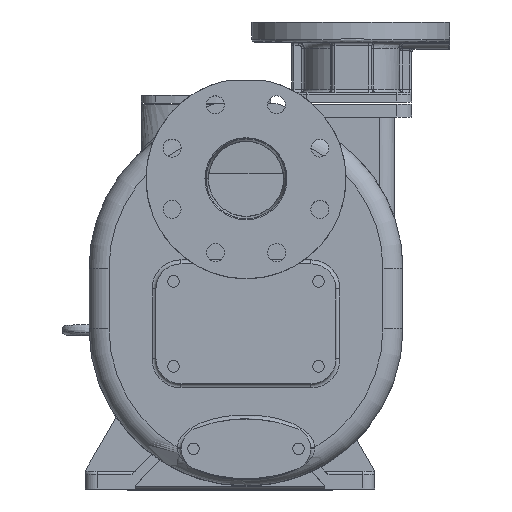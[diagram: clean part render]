
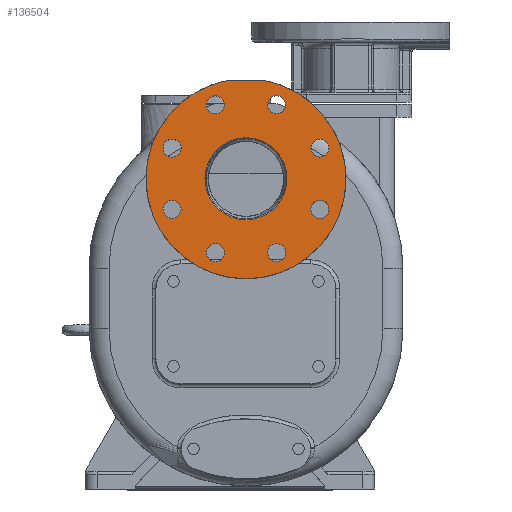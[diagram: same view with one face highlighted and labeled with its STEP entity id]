
A CAD part, top view. The second image highlights one B-rep face of the part: STEP entity #136504.
In plain terms, the highlighted planar face has unit normal (0, 0, 1).
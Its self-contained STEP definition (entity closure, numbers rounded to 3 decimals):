
#48989=CARTESIAN_POINT('',(16.,308.,198.));
#48990=DIRECTION('',(0.,0.,1.));
#48991=DIRECTION('',(-0.199,0.98,0.));
#48992=AXIS2_PLACEMENT_3D('',#48989,#48990,#48991);
#48998=DIRECTION('',(1.,0.,0.));
#48999=VECTOR('',#48998,39.799);
#49000=CARTESIAN_POINT('',(-3.9,406.,198.));
#49001=LINE('',#49000,#48999);
#49002=CARTESIAN_POINT('',(16.,308.,198.));
#49003=DIRECTION('',(0.,0.,1.));
#49004=DIRECTION('',(1.,0.,0.));
#49005=AXIS2_PLACEMENT_3D('',#49002,#49003,#49004);
#49007=CARTESIAN_POINT('',(16.,308.,198.));
#49008=DIRECTION('',(0.,0.,1.));
#49009=DIRECTION('',(-1.,0.,0.));
#49010=AXIS2_PLACEMENT_3D('',#49007,#49008,#49009);
#49012=CARTESIAN_POINT('',(89.91,338.615,198.));
#49013=DIRECTION('',(0.,0.,1.));
#49014=DIRECTION('',(1.,0.,0.));
#49015=AXIS2_PLACEMENT_3D('',#49012,#49013,#49014);
#49017=CARTESIAN_POINT('',(89.91,338.615,198.));
#49018=DIRECTION('',(0.,0.,1.));
#49019=DIRECTION('',(-1.,0.,0.));
#49020=AXIS2_PLACEMENT_3D('',#49017,#49018,#49019);
#49022=CARTESIAN_POINT('',(46.615,381.91,198.));
#49023=DIRECTION('',(0.,0.,1.));
#49024=DIRECTION('',(0.707,0.707,0.));
#49025=AXIS2_PLACEMENT_3D('',#49022,#49023,#49024);
#49027=CARTESIAN_POINT('',(46.615,381.91,198.));
#49028=DIRECTION('',(0.,0.,1.));
#49029=DIRECTION('',(-0.707,-0.707,0.));
#49030=AXIS2_PLACEMENT_3D('',#49027,#49028,#49029);
#49032=CARTESIAN_POINT('',(-14.615,381.91,198.));
#49033=DIRECTION('',(0.,0.,1.));
#49034=DIRECTION('',(0.,1.,0.));
#49035=AXIS2_PLACEMENT_3D('',#49032,#49033,#49034);
#49037=CARTESIAN_POINT('',(-14.615,381.91,198.));
#49038=DIRECTION('',(0.,0.,1.));
#49039=DIRECTION('',(0.,-1.,0.));
#49040=AXIS2_PLACEMENT_3D('',#49037,#49038,#49039);
#49042=CARTESIAN_POINT('',(-57.91,338.615,198.));
#49043=DIRECTION('',(0.,0.,1.));
#49044=DIRECTION('',(-0.707,0.707,0.));
#49045=AXIS2_PLACEMENT_3D('',#49042,#49043,#49044);
#49047=CARTESIAN_POINT('',(-57.91,338.615,198.));
#49048=DIRECTION('',(0.,0.,1.));
#49049=DIRECTION('',(0.707,-0.707,0.));
#49050=AXIS2_PLACEMENT_3D('',#49047,#49048,#49049);
#49052=CARTESIAN_POINT('',(-57.91,277.385,198.));
#49053=DIRECTION('',(0.,0.,1.));
#49054=DIRECTION('',(-1.,0.,0.));
#49055=AXIS2_PLACEMENT_3D('',#49052,#49053,#49054);
#49057=CARTESIAN_POINT('',(-57.91,277.385,198.));
#49058=DIRECTION('',(0.,0.,1.));
#49059=DIRECTION('',(1.,0.,0.));
#49060=AXIS2_PLACEMENT_3D('',#49057,#49058,#49059);
#49062=CARTESIAN_POINT('',(-14.615,234.09,198.));
#49063=DIRECTION('',(0.,0.,1.));
#49064=DIRECTION('',(-0.707,-0.707,0.));
#49065=AXIS2_PLACEMENT_3D('',#49062,#49063,#49064);
#49067=CARTESIAN_POINT('',(-14.615,234.09,198.));
#49068=DIRECTION('',(0.,0.,1.));
#49069=DIRECTION('',(0.707,0.707,0.));
#49070=AXIS2_PLACEMENT_3D('',#49067,#49068,#49069);
#49072=CARTESIAN_POINT('',(46.615,234.09,198.));
#49073=DIRECTION('',(0.,0.,1.));
#49074=DIRECTION('',(0.,-1.,0.));
#49075=AXIS2_PLACEMENT_3D('',#49072,#49073,#49074);
#49077=CARTESIAN_POINT('',(46.615,234.09,198.));
#49078=DIRECTION('',(0.,0.,1.));
#49079=DIRECTION('',(0.,1.,0.));
#49080=AXIS2_PLACEMENT_3D('',#49077,#49078,#49079);
#49082=CARTESIAN_POINT('',(89.91,277.385,198.));
#49083=DIRECTION('',(0.,0.,1.));
#49084=DIRECTION('',(0.707,-0.707,0.));
#49085=AXIS2_PLACEMENT_3D('',#49082,#49083,#49084);
#49087=CARTESIAN_POINT('',(89.91,277.385,198.));
#49088=DIRECTION('',(0.,0.,1.));
#49089=DIRECTION('',(-0.707,0.707,0.));
#49090=AXIS2_PLACEMENT_3D('',#49087,#49088,#49089);
#72939=CARTESIAN_POINT('',(-3.9,406.,198.));
#72940=CARTESIAN_POINT('',(35.9,406.,198.));
#72941=VERTEX_POINT('',#72939);
#72942=VERTEX_POINT('',#72940);
#73240=CARTESIAN_POINT('',(57.,308.,198.));
#73241=CARTESIAN_POINT('',(-25.,308.,198.));
#73242=VERTEX_POINT('',#73240);
#73243=VERTEX_POINT('',#73241);
#73244=CARTESIAN_POINT('',(98.91,338.615,198.));
#73245=CARTESIAN_POINT('',(80.91,338.615,198.));
#73246=VERTEX_POINT('',#73244);
#73247=VERTEX_POINT('',#73245);
#73252=CARTESIAN_POINT('',(52.979,388.274,198.));
#73253=CARTESIAN_POINT('',(40.251,375.546,198.));
#73254=VERTEX_POINT('',#73252);
#73255=VERTEX_POINT('',#73253);
#73260=CARTESIAN_POINT('',(-14.615,390.91,198.));
#73261=CARTESIAN_POINT('',(-14.615,372.91,198.));
#73262=VERTEX_POINT('',#73260);
#73263=VERTEX_POINT('',#73261);
#73268=CARTESIAN_POINT('',(-64.274,344.979,198.));
#73269=CARTESIAN_POINT('',(-51.546,332.251,198.));
#73270=VERTEX_POINT('',#73268);
#73271=VERTEX_POINT('',#73269);
#73276=CARTESIAN_POINT('',(-66.91,277.385,198.));
#73277=CARTESIAN_POINT('',(-48.91,277.385,198.));
#73278=VERTEX_POINT('',#73276);
#73279=VERTEX_POINT('',#73277);
#73284=CARTESIAN_POINT('',(-20.979,227.726,198.));
#73285=CARTESIAN_POINT('',(-8.251,240.454,198.));
#73286=VERTEX_POINT('',#73284);
#73287=VERTEX_POINT('',#73285);
#73292=CARTESIAN_POINT('',(46.615,225.09,198.));
#73293=CARTESIAN_POINT('',(46.615,243.09,198.));
#73294=VERTEX_POINT('',#73292);
#73295=VERTEX_POINT('',#73293);
#73300=CARTESIAN_POINT('',(96.274,271.021,198.));
#73301=CARTESIAN_POINT('',(83.546,283.749,198.));
#73302=VERTEX_POINT('',#73300);
#73303=VERTEX_POINT('',#73301);
#136441=CARTESIAN_POINT('',(16.,308.,198.));
#136442=DIRECTION('',(0.,0.,1.));
#136443=DIRECTION('',(0.,1.,0.));
#136444=AXIS2_PLACEMENT_3D('',#136441,#136442,#136443);
#136445=PLANE('',#136444);
#136446=ORIENTED_EDGE('',*,*,#133996,.T.);
#136447=ORIENTED_EDGE('',*,*,#136435,.F.);
#136448=EDGE_LOOP('',(#136446,#136447));
#136449=FACE_OUTER_BOUND('',#136448,.F.);
#136451=ORIENTED_EDGE('',*,*,#136450,.T.);
#136453=ORIENTED_EDGE('',*,*,#136452,.T.);
#136454=EDGE_LOOP('',(#136451,#136453));
#136455=FACE_BOUND('',#136454,.F.);
#136457=ORIENTED_EDGE('',*,*,#136456,.T.);
#136459=ORIENTED_EDGE('',*,*,#136458,.T.);
#136460=EDGE_LOOP('',(#136457,#136459));
#136461=FACE_BOUND('',#136460,.F.);
#136463=ORIENTED_EDGE('',*,*,#136462,.T.);
#136465=ORIENTED_EDGE('',*,*,#136464,.T.);
#136466=EDGE_LOOP('',(#136463,#136465));
#136467=FACE_BOUND('',#136466,.F.);
#136469=ORIENTED_EDGE('',*,*,#136468,.T.);
#136471=ORIENTED_EDGE('',*,*,#136470,.T.);
#136472=EDGE_LOOP('',(#136469,#136471));
#136473=FACE_BOUND('',#136472,.F.);
#136475=ORIENTED_EDGE('',*,*,#136474,.T.);
#136477=ORIENTED_EDGE('',*,*,#136476,.T.);
#136478=EDGE_LOOP('',(#136475,#136477));
#136479=FACE_BOUND('',#136478,.F.);
#136481=ORIENTED_EDGE('',*,*,#136480,.T.);
#136483=ORIENTED_EDGE('',*,*,#136482,.T.);
#136484=EDGE_LOOP('',(#136481,#136483));
#136485=FACE_BOUND('',#136484,.F.);
#136487=ORIENTED_EDGE('',*,*,#136486,.T.);
#136489=ORIENTED_EDGE('',*,*,#136488,.T.);
#136490=EDGE_LOOP('',(#136487,#136489));
#136491=FACE_BOUND('',#136490,.F.);
#136493=ORIENTED_EDGE('',*,*,#136492,.T.);
#136495=ORIENTED_EDGE('',*,*,#136494,.T.);
#136496=EDGE_LOOP('',(#136493,#136495));
#136497=FACE_BOUND('',#136496,.F.);
#136499=ORIENTED_EDGE('',*,*,#136498,.T.);
#136501=ORIENTED_EDGE('',*,*,#136500,.T.);
#136502=EDGE_LOOP('',(#136499,#136501));
#136503=FACE_BOUND('',#136502,.F.);
#136504=ADVANCED_FACE('',(#136449,#136455,#136461,#136467,#136473,#136479,
#136485,#136491,#136497,#136503),#136445,.T.);
#48993=CIRCLE('',#48992,100.);
#49006=CIRCLE('',#49005,41.);
#49011=CIRCLE('',#49010,41.);
#49016=CIRCLE('',#49015,9.);
#49021=CIRCLE('',#49020,9.);
#49026=CIRCLE('',#49025,9.);
#49031=CIRCLE('',#49030,9.);
#49036=CIRCLE('',#49035,9.);
#49041=CIRCLE('',#49040,9.);
#49046=CIRCLE('',#49045,9.);
#49051=CIRCLE('',#49050,9.);
#49056=CIRCLE('',#49055,9.);
#49061=CIRCLE('',#49060,9.);
#49066=CIRCLE('',#49065,9.);
#49071=CIRCLE('',#49070,9.);
#49076=CIRCLE('',#49075,9.);
#49081=CIRCLE('',#49080,9.);
#49086=CIRCLE('',#49085,9.);
#49091=CIRCLE('',#49090,9.);
#133996=EDGE_CURVE('',#72941,#72942,#49001,.T.);
#136435=EDGE_CURVE('',#72941,#72942,#48993,.T.);
#136450=EDGE_CURVE('',#73242,#73243,#49006,.T.);
#136452=EDGE_CURVE('',#73243,#73242,#49011,.T.);
#136456=EDGE_CURVE('',#73246,#73247,#49016,.T.);
#136458=EDGE_CURVE('',#73247,#73246,#49021,.T.);
#136462=EDGE_CURVE('',#73254,#73255,#49026,.T.);
#136464=EDGE_CURVE('',#73255,#73254,#49031,.T.);
#136468=EDGE_CURVE('',#73262,#73263,#49036,.T.);
#136470=EDGE_CURVE('',#73263,#73262,#49041,.T.);
#136474=EDGE_CURVE('',#73270,#73271,#49046,.T.);
#136476=EDGE_CURVE('',#73271,#73270,#49051,.T.);
#136480=EDGE_CURVE('',#73278,#73279,#49056,.T.);
#136482=EDGE_CURVE('',#73279,#73278,#49061,.T.);
#136486=EDGE_CURVE('',#73286,#73287,#49066,.T.);
#136488=EDGE_CURVE('',#73287,#73286,#49071,.T.);
#136492=EDGE_CURVE('',#73294,#73295,#49076,.T.);
#136494=EDGE_CURVE('',#73295,#73294,#49081,.T.);
#136498=EDGE_CURVE('',#73302,#73303,#49086,.T.);
#136500=EDGE_CURVE('',#73303,#73302,#49091,.T.);
